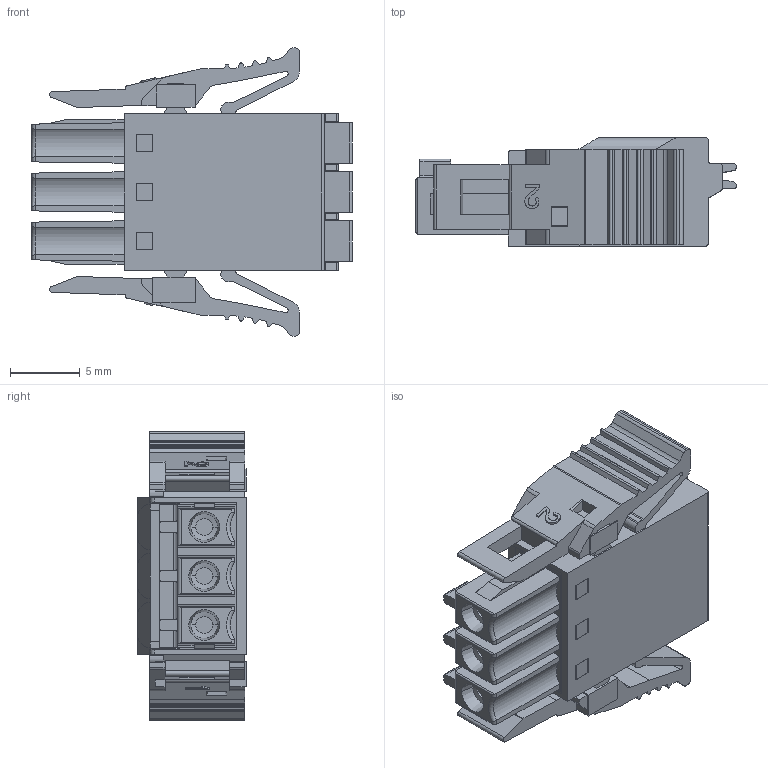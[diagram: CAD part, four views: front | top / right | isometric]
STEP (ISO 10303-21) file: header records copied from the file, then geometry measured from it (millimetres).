
FILE_DESCRIPTION((''),'2;1');
FILE_NAME('PRT0011','2024-09-25T',('sheji'),(''),'PRO/ENGINEER BY PARAMETRIC TECHNOLOGY CORPORATION, 2015240','PRO/ENGINEER BY PARAMETRIC TECHNOLOGY CORPORATION, 2015240','');
FILE_SCHEMA(('CONFIG_CONTROL_DESIGN'));
Length unit declared in the file: millimetre
Products named in the file (1): PRT0011
Bounding box: 22.9 x 7.75 x 20.6 mm (x, y, z)
Volume: 1642.2 mm3; surface area: 2061.9 mm2
Topology: 1 solids, 2 shells, 587 faces, 1642 edges, 1076 vertices
Faces by surface type: plane 367, cylinder 167, cone 24, extrusion 20, torus 9
Entity records: 19281 total; most frequent: CARTESIAN_POINT 4057, ORIENTED_EDGE 3284, DIRECTION 2995, EDGE_CURVE 1642, VECTOR 1219, LINE 1199, VERTEX_POINT 1076, AXIS2_PLACEMENT_3D 888
